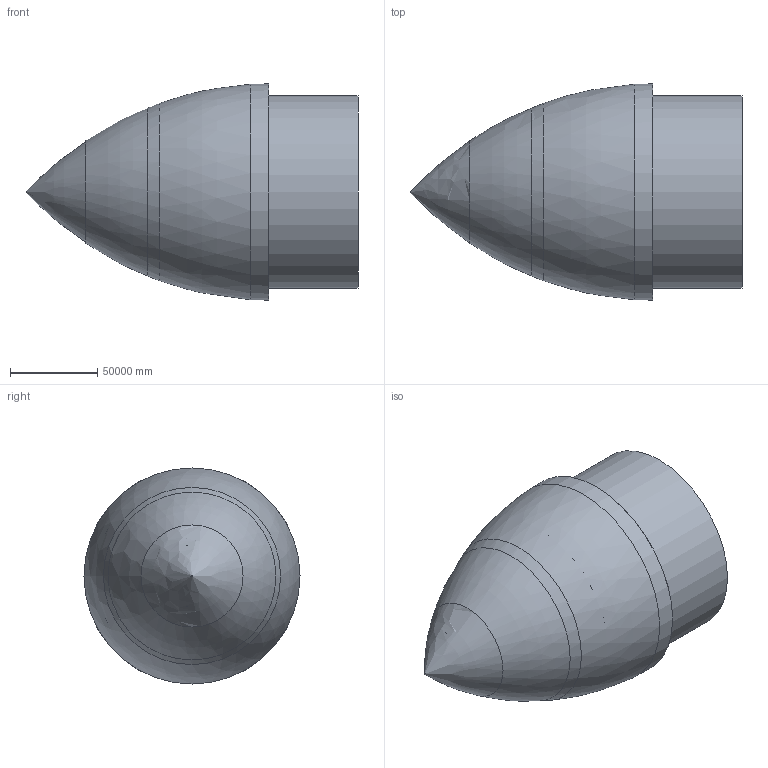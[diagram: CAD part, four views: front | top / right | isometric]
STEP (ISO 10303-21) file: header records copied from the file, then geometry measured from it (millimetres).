
FILE_DESCRIPTION(('Open CASCADE Model'),'2;1');
FILE_NAME('Open CASCADE Shape Model','2019-01-28T03:27:22',('Author'),( 'Open CASCADE'),'Open CASCADE STEP processor 7.1','Open CASCADE 7.1' ,'Unknown');
FILE_SCHEMA(('AUTOMOTIVE_DESIGN { 1 0 10303 214 1 1 1 1 }'));
Length unit declared in the file: metre
Products named in the file (5): Open CASCADE STEP translator 7.1 3; Open CASCADE STEP translator 7.1 3.1; Open CASCADE STEP translator 7.1 3.2; Open CASCADE STEP translator 7.1 3.3; Open CASCADE STEP translator 7.1 3.4
Assembly tree (4 placements, depth 2):
  Open CASCADE STEP translator 7.1 3
    Open CASCADE STEP translator 7.1 3.1
    Open CASCADE STEP translator 7.1 3.2
    Open CASCADE STEP translator 7.1 3.3
    Open CASCADE STEP translator 7.1 3.4
Bounding box: 189764.61 x 123556.41 x 123556.41 mm (x, y, z)
Volume: 301287211148729 mm3; surface area: 172681668866.1 mm2
Topology: 4 solids, 4 shells, 27 faces, 51 edges, 27 vertices
Faces by surface type: revolution 16, cylinder 5, plane 3, cone 3
Full cylindrical faces by diameter (mm): 95918.222 x2, 109918.222 x3
Entity records: 1499 total; most frequent: CARTESIAN_POINT 324, DIRECTION 212, LINE 104, VECTOR 104, ORIENTED_EDGE 102, PCURVE 102, DEFINITIONAL_REPRESENTATION 102, EDGE_CURVE 51
